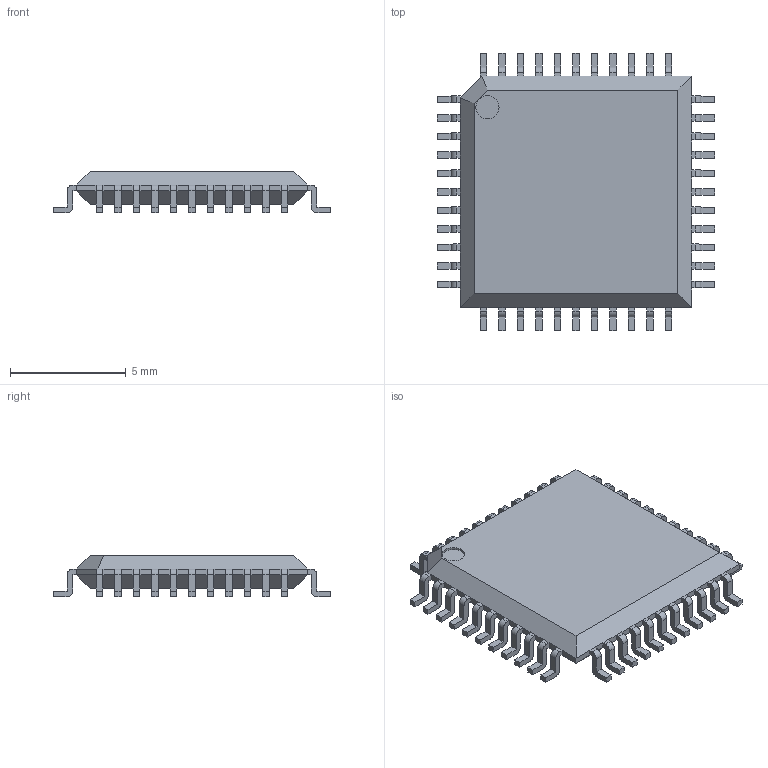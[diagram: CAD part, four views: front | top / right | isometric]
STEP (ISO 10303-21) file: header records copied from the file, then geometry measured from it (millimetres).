
FILE_DESCRIPTION (( 'STEP AP214' ), '1' );
FILE_NAME ('QFP44.STEP', '2012-08-20T01:08:16', ( 'User' ), ( 'Microsoft' ), 'SwSTEP 2.0', 'SolidWorks 2011', '' );
FILE_SCHEMA (( 'AUTOMOTIVE_DESIGN' ));
Length unit declared in the file: millimetre
Products named in the file (1): QFP44
Bounding box: 12 x 12 x 1.8 mm (x, y, z)
Volume: 136.7 mm3; surface area: 317.1 mm2
Topology: 1 solids, 1 shells, 548 faces, 1449 edges, 904 vertices
Faces by surface type: plane 458, cylinder 90
Entity records: 17208 total; most frequent: CARTESIAN_POINT 2902, ORIENTED_EDGE 2898, DIRECTION 2727, EDGE_CURVE 1449, LINE 1269, VECTOR 1269, VERTEX_POINT 904, AXIS2_PLACEMENT_3D 729
